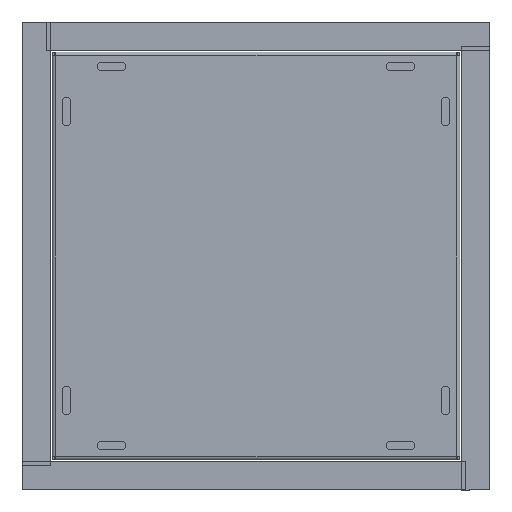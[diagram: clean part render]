
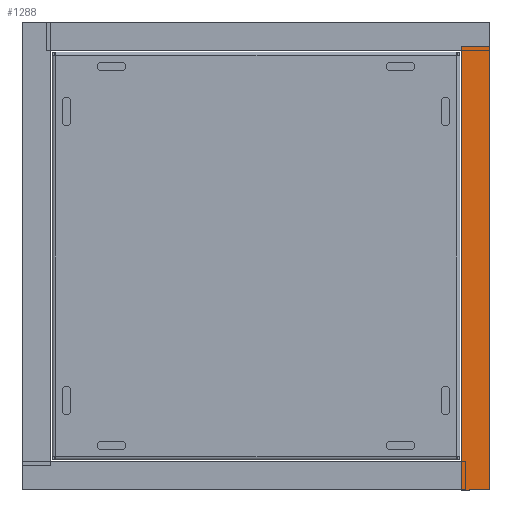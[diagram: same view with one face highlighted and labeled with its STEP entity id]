
A CAD part, front view. The second image highlights one B-rep face of the part: STEP entity #1288.
In plain terms, the highlighted planar face has unit normal (0, -1, 0).
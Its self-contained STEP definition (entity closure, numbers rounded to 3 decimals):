
#341 = FACE_OUTER_BOUND ( 'NONE', #2037, .T. ) ;
#357 = VERTEX_POINT ( 'NONE', #3129 ) ;
#853 = CARTESIAN_POINT ( 'NONE',  ( 0., 0., 306.8 ) ) ;
#1198 = VERTEX_POINT ( 'NONE', #2864 ) ;
#1288 = ADVANCED_FACE ( 'NONE', ( #341 ), #2780, .F. ) ;
#1317 = CARTESIAN_POINT ( 'NONE',  ( 0., 0., 306.8 ) ) ;
#1337 = AXIS2_PLACEMENT_3D ( 'NONE', #2746, #2721, #2718 ) ;
#1360 = DIRECTION ( 'NONE',  ( 1., 0., 0. ) ) ;
#1361 = VERTEX_POINT ( 'NONE', #2513 ) ;
#1421 = DIRECTION ( 'NONE',  ( 0., 0., -1. ) ) ;
#1460 = VERTEX_POINT ( 'NONE', #2385 ) ;
#1850 = ORIENTED_EDGE ( 'NONE', *, *, #3153, .T. ) ;
#1880 = ORIENTED_EDGE ( 'NONE', *, *, #2807, .F. ) ;
#1964 = VECTOR ( 'NONE', #1360, 1000. ) ;
#1985 = LINE ( 'NONE', #1317, #1964 ) ;
#1990 = ORIENTED_EDGE ( 'NONE', *, *, #2877, .F. ) ;
#2012 = LINE ( 'NONE', #2129, #2041 ) ;
#2025 = ORIENTED_EDGE ( 'NONE', *, *, #2960, .T. ) ;
#2037 = EDGE_LOOP ( 'NONE', ( #2025, #1990, #1880, #1850 ) ) ;
#2041 = VECTOR ( 'NONE', #2120, 1000. ) ;
#2120 = DIRECTION ( 'NONE',  ( 0., 0., -1. ) ) ;
#2121 = VECTOR ( 'NONE', #3032, 1000. ) ;
#2124 = LINE ( 'NONE', #3435, #2121 ) ;
#2129 = CARTESIAN_POINT ( 'NONE',  ( 20., 0., 306.8 ) ) ;
#2385 = CARTESIAN_POINT ( 'NONE',  ( 0., 0., 306.8 ) ) ;
#2457 = LINE ( 'NONE', #853, #2461 ) ;
#2461 = VECTOR ( 'NONE', #1421, 1000. ) ;
#2513 = CARTESIAN_POINT ( 'NONE',  ( 20., 0., 0. ) ) ;
#2718 = DIRECTION ( 'NONE',  ( 0., 0., 1. ) ) ;
#2721 = DIRECTION ( 'NONE',  ( 0., 1., 0. ) ) ;
#2746 = CARTESIAN_POINT ( 'NONE',  ( 0., 0., 306.8 ) ) ;
#2780 = PLANE ( 'NONE',  #1337 ) ;
#2807 = EDGE_CURVE ( 'NONE', #1460, #1198, #1985, .T. ) ;
#2864 = CARTESIAN_POINT ( 'NONE',  ( 20., 0., 306.8 ) ) ;
#2877 = EDGE_CURVE ( 'NONE', #1198, #1361, #2012, .T. ) ;
#2960 = EDGE_CURVE ( 'NONE', #357, #1361, #2124, .T. ) ;
#3032 = DIRECTION ( 'NONE',  ( 1., 0., 0. ) ) ;
#3129 = CARTESIAN_POINT ( 'NONE',  ( 0., 0., 0. ) ) ;
#3153 = EDGE_CURVE ( 'NONE', #1460, #357, #2457, .T. ) ;
#3435 = CARTESIAN_POINT ( 'NONE',  ( 0., 0., 0. ) ) ;
